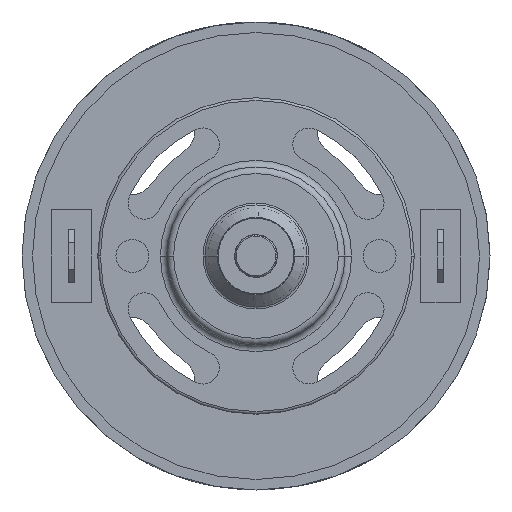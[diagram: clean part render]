
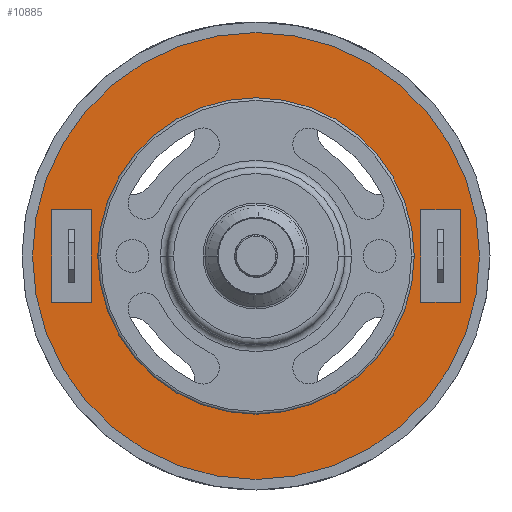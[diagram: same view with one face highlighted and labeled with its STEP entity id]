
A CAD part, left-side view. The second image highlights one B-rep face of the part: STEP entity #10885.
In plain terms, the highlighted planar face has unit normal (-1, 0, 0).
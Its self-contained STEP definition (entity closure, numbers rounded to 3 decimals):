
#31 = VERTEX_POINT ( 'NONE', #10520 ) ;
#33 = VERTEX_POINT ( 'NONE', #10522 ) ;
#34 = VERTEX_POINT ( 'NONE', #10523 ) ;
#35 = VERTEX_POINT ( 'NONE', #10524 ) ;
#36 = VERTEX_POINT ( 'NONE', #10521 ) ;
#39 = VERTEX_POINT ( 'NONE', #10526 ) ;
#40 = VERTEX_POINT ( 'NONE', #10527 ) ;
#609 = FACE_OUTER_BOUND ( 'NONE', #10299, .T. ) ;
#610 = FACE_BOUND ( 'NONE', #10301, .T. ) ;
#619 = VERTEX_POINT ( 'NONE', #10029 ) ;
#1294 = DIRECTION ( 'NONE',  ( -1., 0., 0. ) ) ;
#1303 = CARTESIAN_POINT ( 'NONE',  ( -49., 16.95, 0. ) ) ;
#1305 = PLANE ( 'NONE',  #12840 ) ;
#1306 = DIRECTION ( 'NONE',  ( 0., -1., 0. ) ) ;
#1492 = FACE_BOUND ( 'NONE', #10292, .T. ) ;
#1495 = FACE_BOUND ( 'NONE', #10296, .T. ) ;
#1868 = CIRCLE ( 'NONE', #2137, 16.95 ) ;
#1874 = CIRCLE ( 'NONE', #2138, 12. ) ;
#2137 = AXIS2_PLACEMENT_3D ( 'NONE', #7193, #7194, #7195 ) ;
#2138 = AXIS2_PLACEMENT_3D ( 'NONE', #7199, #7200, #7201 ) ;
#6573 = CARTESIAN_POINT ( 'NONE',  ( -49., -16.95, 0. ) ) ;
#6574 = CARTESIAN_POINT ( 'NONE',  ( -49., 16.95, 0. ) ) ;
#6575 = CARTESIAN_POINT ( 'NONE',  ( -49., 12., 0. ) ) ;
#7193 = CARTESIAN_POINT ( 'NONE',  ( -49., 0., 0. ) ) ;
#7194 = DIRECTION ( 'NONE',  ( 1., 0., 0. ) ) ;
#7195 = DIRECTION ( 'NONE',  ( 0., 1., 0. ) ) ;
#7199 = CARTESIAN_POINT ( 'NONE',  ( -49., 0., 0. ) ) ;
#7200 = DIRECTION ( 'NONE',  ( 1., 0., 0. ) ) ;
#7201 = DIRECTION ( 'NONE',  ( 0., 1., 0. ) ) ;
#7511 = CARTESIAN_POINT ( 'NONE',  ( -49., -12., 0. ) ) ;
#8027 = AXIS2_PLACEMENT_3D ( 'NONE', #8830, #8831, #8832 ) ;
#8028 = AXIS2_PLACEMENT_3D ( 'NONE', #8849, #8850, #8851 ) ;
#8823 = CARTESIAN_POINT ( 'NONE',  ( -49., -15.5, 3.5 ) ) ;
#8824 = DIRECTION ( 'NONE',  ( 0., 1., 0. ) ) ;
#8828 = CARTESIAN_POINT ( 'NONE',  ( -49., -15.5, -3.5 ) ) ;
#8829 = CARTESIAN_POINT ( 'NONE',  ( -49., -15.5, -3.5 ) ) ;
#8830 = CARTESIAN_POINT ( 'NONE',  ( -49., 0., 0. ) ) ;
#8831 = DIRECTION ( 'NONE',  ( 1., 0., 0. ) ) ;
#8832 = DIRECTION ( 'NONE',  ( 0., 1., 0. ) ) ;
#8833 = CARTESIAN_POINT ( 'NONE',  ( -49., -12.5, -3.5 ) ) ;
#8834 = DIRECTION ( 'NONE',  ( 0., 0., 1. ) ) ;
#8835 = CARTESIAN_POINT ( 'NONE',  ( -49., 12.5, -3.5 ) ) ;
#8836 = DIRECTION ( 'NONE',  ( 0., -1., 0. ) ) ;
#8837 = CARTESIAN_POINT ( 'NONE',  ( -49., 15.5, -3.5 ) ) ;
#8838 = DIRECTION ( 'NONE',  ( 0., 0., -1. ) ) ;
#8839 = CARTESIAN_POINT ( 'NONE',  ( -49., 15.5, -3.5 ) ) ;
#8840 = DIRECTION ( 'NONE',  ( 0., 0., 1. ) ) ;
#8841 = CARTESIAN_POINT ( 'NONE',  ( -49., 15.5, 3.5 ) ) ;
#8842 = DIRECTION ( 'NONE',  ( 0., -1., 0. ) ) ;
#8843 = DIRECTION ( 'NONE',  ( 0., 0., -1. ) ) ;
#8845 = DIRECTION ( 'NONE',  ( 0., 1., 0. ) ) ;
#8849 = CARTESIAN_POINT ( 'NONE',  ( -49., 0., 0. ) ) ;
#8850 = DIRECTION ( 'NONE',  ( 1., 0., 0. ) ) ;
#8851 = DIRECTION ( 'NONE',  ( 0., 1., 0. ) ) ;
#9353 = LINE ( 'NONE', #8829, #9361 ) ;
#9356 = CIRCLE ( 'NONE', #8027, 12. ) ;
#9357 = LINE ( 'NONE', #8823, #9359 ) ;
#9358 = LINE ( 'NONE', #8828, #9363 ) ;
#9359 = VECTOR ( 'NONE', #8824, 1000. ) ;
#9360 = LINE ( 'NONE', #8833, #9365 ) ;
#9361 = VECTOR ( 'NONE', #8834, 1000. ) ;
#9362 = LINE ( 'NONE', #8835, #9368 ) ;
#9363 = VECTOR ( 'NONE', #8836, 1000. ) ;
#9364 = LINE ( 'NONE', #8837, #9370 ) ;
#9365 = VECTOR ( 'NONE', #8838, 1000. ) ;
#9367 = LINE ( 'NONE', #8839, #9372 ) ;
#9368 = VECTOR ( 'NONE', #8840, 1000. ) ;
#9369 = LINE ( 'NONE', #8841, #9374 ) ;
#9370 = VECTOR ( 'NONE', #8842, 1000. ) ;
#9371 = CIRCLE ( 'NONE', #8028, 16.95 ) ;
#9372 = VECTOR ( 'NONE', #8843, 1000. ) ;
#9374 = VECTOR ( 'NONE', #8845, 1000. ) ;
#10029 = CARTESIAN_POINT ( 'NONE',  ( -49., -15.5, -3.5 ) ) ;
#10292 = EDGE_LOOP ( 'NONE', ( #12652, #12653 ) ) ;
#10296 = EDGE_LOOP ( 'NONE', ( #12648, #12649, #12650, #12651 ) ) ;
#10299 = EDGE_LOOP ( 'NONE', ( #12654, #12860 ) ) ;
#10301 = EDGE_LOOP ( 'NONE', ( #12644, #12645, #12646, #12647 ) ) ;
#10520 = CARTESIAN_POINT ( 'NONE',  ( -49., 12.5, -3.5 ) ) ;
#10521 = CARTESIAN_POINT ( 'NONE',  ( -49., -12.5, -3.5 ) ) ;
#10522 = CARTESIAN_POINT ( 'NONE',  ( -49., -15.5, 3.5 ) ) ;
#10523 = CARTESIAN_POINT ( 'NONE',  ( -49., -12.5, 3.5 ) ) ;
#10524 = CARTESIAN_POINT ( 'NONE',  ( -49., 15.5, -3.5 ) ) ;
#10526 = CARTESIAN_POINT ( 'NONE',  ( -49., 12.5, 3.5 ) ) ;
#10527 = CARTESIAN_POINT ( 'NONE',  ( -49., 15.5, 3.5 ) ) ;
#10885 = ADVANCED_FACE ( 'NONE', ( #610, #1495, #1492, #609 ), #1305, .T. ) ;
#11244 = VERTEX_POINT ( 'NONE', #6573 ) ;
#11245 = VERTEX_POINT ( 'NONE', #6574 ) ;
#11246 = VERTEX_POINT ( 'NONE', #6575 ) ;
#11438 = EDGE_CURVE ( 'NONE', #11244, #11245, #1868, .T. ) ;
#11441 = EDGE_CURVE ( 'NONE', #11246, #11575, #1874, .T. ) ;
#11575 = VERTEX_POINT ( 'NONE', #7511 ) ;
#12275 = EDGE_CURVE ( 'NONE', #11575, #11246, #9356, .T. ) ;
#12276 = EDGE_CURVE ( 'NONE', #33, #34, #9357, .T. ) ;
#12277 = EDGE_CURVE ( 'NONE', #619, #33, #9353, .T. ) ;
#12278 = EDGE_CURVE ( 'NONE', #36, #619, #9358, .T. ) ;
#12279 = EDGE_CURVE ( 'NONE', #34, #36, #9360, .T. ) ;
#12280 = EDGE_CURVE ( 'NONE', #31, #39, #9362, .T. ) ;
#12281 = EDGE_CURVE ( 'NONE', #35, #31, #9364, .T. ) ;
#12282 = EDGE_CURVE ( 'NONE', #40, #35, #9367, .T. ) ;
#12283 = EDGE_CURVE ( 'NONE', #39, #40, #9369, .T. ) ;
#12284 = EDGE_CURVE ( 'NONE', #11245, #11244, #9371, .T. ) ;
#12644 = ORIENTED_EDGE ( 'NONE', *, *, #12276, .F. ) ;
#12645 = ORIENTED_EDGE ( 'NONE', *, *, #12277, .F. ) ;
#12646 = ORIENTED_EDGE ( 'NONE', *, *, #12278, .F. ) ;
#12647 = ORIENTED_EDGE ( 'NONE', *, *, #12279, .F. ) ;
#12648 = ORIENTED_EDGE ( 'NONE', *, *, #12280, .F. ) ;
#12649 = ORIENTED_EDGE ( 'NONE', *, *, #12281, .F. ) ;
#12650 = ORIENTED_EDGE ( 'NONE', *, *, #12282, .F. ) ;
#12651 = ORIENTED_EDGE ( 'NONE', *, *, #12283, .F. ) ;
#12652 = ORIENTED_EDGE ( 'NONE', *, *, #11441, .T. ) ;
#12653 = ORIENTED_EDGE ( 'NONE', *, *, #12275, .T. ) ;
#12654 = ORIENTED_EDGE ( 'NONE', *, *, #12284, .F. ) ;
#12840 = AXIS2_PLACEMENT_3D ( 'NONE', #1303, #1294, #1306 ) ;
#12860 = ORIENTED_EDGE ( 'NONE', *, *, #11438, .F. ) ;
